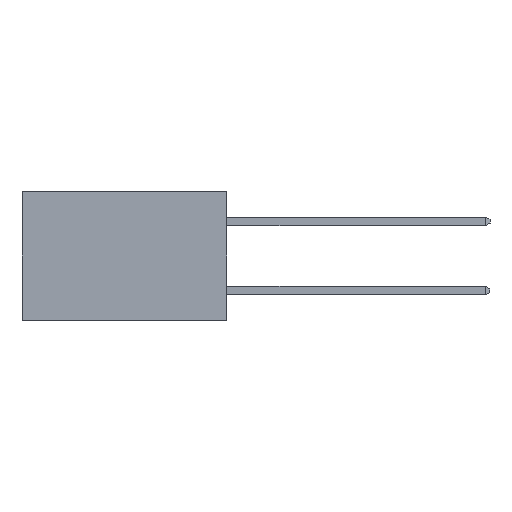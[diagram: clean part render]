
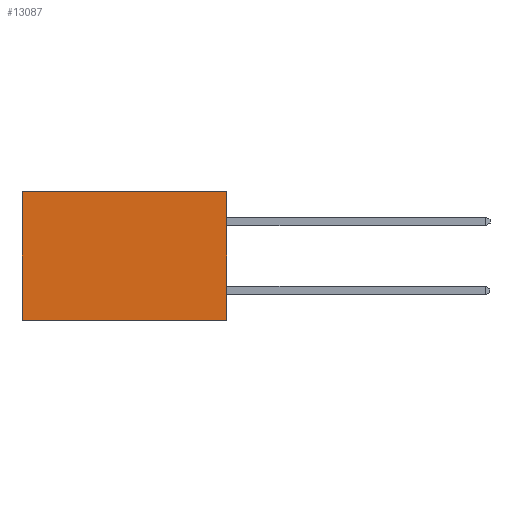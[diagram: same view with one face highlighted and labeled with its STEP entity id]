
A CAD part, left-side view. The second image highlights one B-rep face of the part: STEP entity #13087.
In plain terms, the highlighted planar face has unit normal (-1, 0, 0).
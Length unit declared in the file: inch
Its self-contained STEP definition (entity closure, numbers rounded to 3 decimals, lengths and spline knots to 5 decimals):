
#374 = LINE ( 'NONE', #3529, #9449 ) ;
#1503 = CARTESIAN_POINT ( 'NONE',  ( 0.277, 0., -0.37 ) ) ;
#1757 = DIRECTION ( 'NONE',  ( 0., 1., 0. ) ) ;
#2854 = CARTESIAN_POINT ( 'NONE',  ( 0.277, 0.59, -0.37 ) ) ;
#2990 = ORIENTED_EDGE ( 'NONE', *, *, #8026, .F. ) ;
#3285 = VECTOR ( 'NONE', #1757, 39.37008 ) ;
#3529 = CARTESIAN_POINT ( 'NONE',  ( 0.277, 0.59, -0.37 ) ) ;
#5016 = EDGE_LOOP ( 'NONE', ( #13765, #2990, #10487, #12139 ) ) ;
#5531 = VECTOR ( 'NONE', #14839, 39.37008 ) ;
#5647 = LINE ( 'NONE', #7261, #3285 ) ;
#6273 = DIRECTION ( 'NONE',  ( 0., 0., -1. ) ) ;
#6276 = FACE_OUTER_BOUND ( 'NONE', #5016, .T. ) ;
#6333 = DIRECTION ( 'NONE',  ( 0., 0., -1. ) ) ;
#6741 = VERTEX_POINT ( 'NONE', #15352 ) ;
#6747 = AXIS2_PLACEMENT_3D ( 'NONE', #12781, #14152, #6333 ) ;
#7261 = CARTESIAN_POINT ( 'NONE',  ( 0.277, 0., 0. ) ) ;
#8026 = EDGE_CURVE ( 'NONE', #11030, #16779, #13843, .T. ) ;
#9016 = LINE ( 'NONE', #1503, #5531 ) ;
#9449 = VECTOR ( 'NONE', #6273, 39.37008 ) ;
#10056 = EDGE_CURVE ( 'NONE', #6741, #16779, #374, .T. ) ;
#10487 = ORIENTED_EDGE ( 'NONE', *, *, #11842, .F. ) ;
#11028 = DIRECTION ( 'NONE',  ( 0., 1., 0. ) ) ;
#11030 = VERTEX_POINT ( 'NONE', #13323 ) ;
#11069 = CARTESIAN_POINT ( 'NONE',  ( 0.277, 0., -0.37 ) ) ;
#11609 = VERTEX_POINT ( 'NONE', #16891 ) ;
#11842 = EDGE_CURVE ( 'NONE', #11609, #11030, #9016, .T. ) ;
#12139 = ORIENTED_EDGE ( 'NONE', *, *, #12918, .T. ) ;
#12781 = CARTESIAN_POINT ( 'NONE',  ( 0.277, 0., -0.37 ) ) ;
#12831 = PLANE ( 'NONE',  #6747 ) ;
#12918 = EDGE_CURVE ( 'NONE', #11609, #6741, #5647, .T. ) ;
#13087 = ADVANCED_FACE ( 'NONE', ( #6276 ), #12831, .F. ) ;
#13323 = CARTESIAN_POINT ( 'NONE',  ( 0.277, 0., -0.37 ) ) ;
#13765 = ORIENTED_EDGE ( 'NONE', *, *, #10056, .T. ) ;
#13843 = LINE ( 'NONE', #11069, #14259 ) ;
#14152 = DIRECTION ( 'NONE',  ( 1., 0., 0. ) ) ;
#14259 = VECTOR ( 'NONE', #11028, 39.37008 ) ;
#14839 = DIRECTION ( 'NONE',  ( 0., 0., -1. ) ) ;
#15352 = CARTESIAN_POINT ( 'NONE',  ( 0.277, 0.59, 0. ) ) ;
#16779 = VERTEX_POINT ( 'NONE', #2854 ) ;
#16891 = CARTESIAN_POINT ( 'NONE',  ( 0.277, 0., 0. ) ) ;
